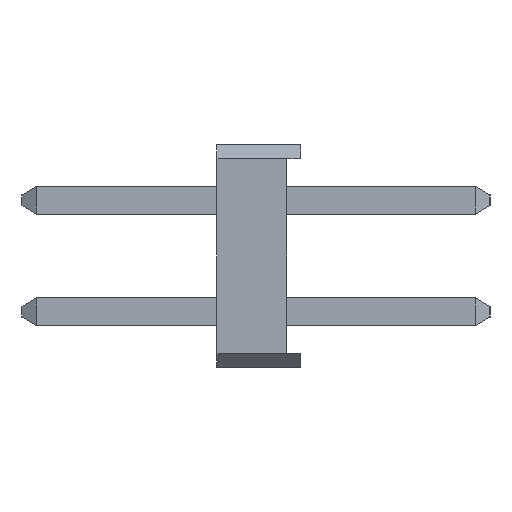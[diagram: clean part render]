
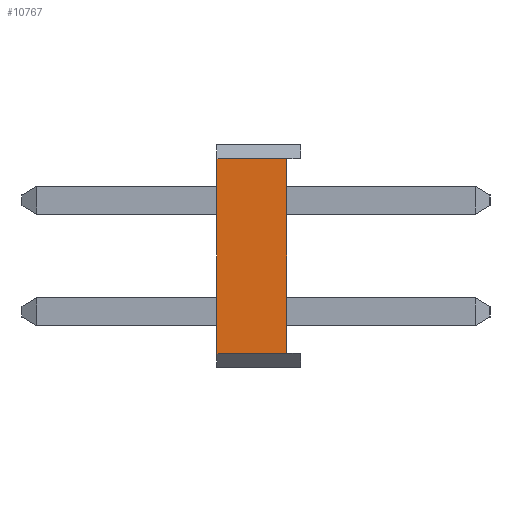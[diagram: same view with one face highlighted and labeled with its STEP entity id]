
A CAD part, left-side view. The second image highlights one B-rep face of the part: STEP entity #10767.
In plain terms, the highlighted free-form (B-spline) face has degree [1, 1] with [2, 2] control points.
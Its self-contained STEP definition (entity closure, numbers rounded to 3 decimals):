
#5193=VERTEX_POINT('',#14133);
#5503=EDGE_CURVE('',#5193,#7915,#14479,.T.);
#7915=VERTEX_POINT('',#17175);
#9305=EDGE_CURVE('',#13055,#5193,#18701,.T.);
#10037=VERTEX_POINT('',#19514);
#10285=EDGE_CURVE('',#10037,#13055,#19822,.T.);
#10767=ADVANCED_FACE('',(#20348),#20349,.T.);
#11819=EDGE_CURVE('',#10037,#7915,#21510,.T.);
#13055=VERTEX_POINT('',#22883);
#14133=CARTESIAN_POINT('',(1.0,-1.25,-1.75));
#14479=LINE('',#25014,#25015);
#17175=CARTESIAN_POINT('',(1.0,-1.25,1.75));
#18701=LINE('',#32176,#32177);
#19514=CARTESIAN_POINT('',(1.0,0.0,1.75));
#19822=LINE('',#34104,#34105);
#20348=FACE_OUTER_BOUND('',#35026,.T.);
#20349=B_SPLINE_SURFACE_WITH_KNOTS('',1,1,((#35027,#35028),(#35029,#35030)),.UNSPECIFIED.,.F.,.F.,.F.,(2,2),(2,2),(0.0,3.5),(0.0,1.25),.UNSPECIFIED.);
#21510=LINE('',#37043,#37044);
#22883=CARTESIAN_POINT('',(1.0,0.0,-1.75));
#25014=CARTESIAN_POINT('',(1.0,-1.25,-1.75));
#25015=VECTOR('',#40960,3.5);
#32176=CARTESIAN_POINT('',(1.0,0.0,-1.75));
#32177=VECTOR('',#44104,1.25);
#34104=CARTESIAN_POINT('',(1.0,0.0,1.75));
#34105=VECTOR('',#45071,3.5);
#35026=EDGE_LOOP('',(#45434,#45435,#45436,#45437));
#35027=CARTESIAN_POINT('',(1.0,-1.25,-1.75));
#35028=CARTESIAN_POINT('',(1.0,0.0,-1.75));
#35029=CARTESIAN_POINT('',(1.0,-1.25,1.75));
#35030=CARTESIAN_POINT('',(1.0,0.0,1.75));
#37043=CARTESIAN_POINT('',(1.0,0.0,1.75));
#37044=VECTOR('',#46254,1.25);
#40960=DIRECTION('',(0.0,0.0,1.0));
#44104=DIRECTION('',(0.0,-1.0,0.0));
#45071=DIRECTION('',(0.0,0.0,-1.0));
#45434=ORIENTED_EDGE('',*,*,#11819,.F.);
#45435=ORIENTED_EDGE('',*,*,#10285,.T.);
#45436=ORIENTED_EDGE('',*,*,#9305,.T.);
#45437=ORIENTED_EDGE('',*,*,#5503,.T.);
#46254=DIRECTION('',(0.0,-1.0,0.0));
